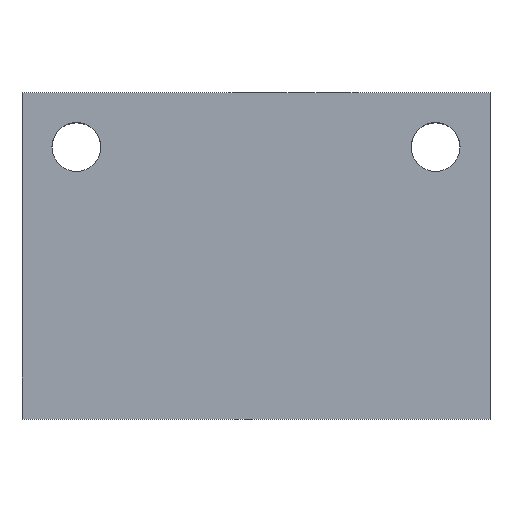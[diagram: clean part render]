
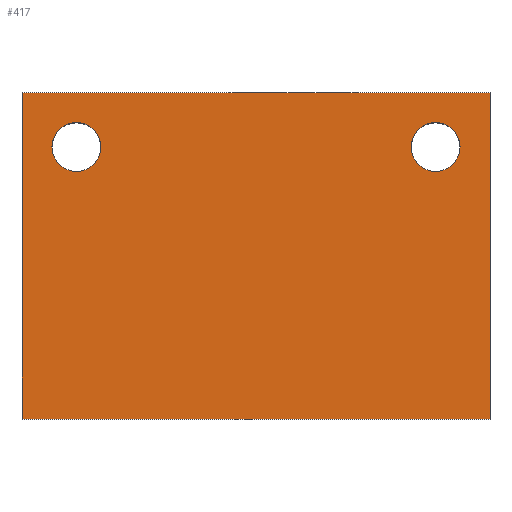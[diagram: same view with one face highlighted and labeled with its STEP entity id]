
A CAD part, top view. The second image highlights one B-rep face of the part: STEP entity #417.
In plain terms, the highlighted planar face has unit normal (0, 0, 1).
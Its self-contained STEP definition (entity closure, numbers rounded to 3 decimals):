
#16 = FACE_OUTER_BOUND ( 'NONE', #217, .T. ) ;
#24 = EDGE_LOOP ( 'NONE', ( #1040, #1289 ) ) ;
#26 = CARTESIAN_POINT ( 'NONE',  ( 0., 0., 10. ) ) ;
#27 = EDGE_CURVE ( 'NONE', #894, #976, #806, .T. ) ;
#51 = VECTOR ( 'NONE', #1116, 1000. ) ;
#76 = CARTESIAN_POINT ( 'NONE',  ( 21.5, -15., 10. ) ) ;
#99 = CARTESIAN_POINT ( 'NONE',  ( 16.5, 10., 10. ) ) ;
#116 = ORIENTED_EDGE ( 'NONE', *, *, #518, .T. ) ;
#124 = LINE ( 'NONE', #176, #1218 ) ;
#126 = DIRECTION ( 'NONE',  ( -1., 0., 0. ) ) ;
#133 = VERTEX_POINT ( 'NONE', #76 ) ;
#134 = CARTESIAN_POINT ( 'NONE',  ( 21.5, 15., 10. ) ) ;
#145 = ORIENTED_EDGE ( 'NONE', *, *, #868, .T. ) ;
#176 = CARTESIAN_POINT ( 'NONE',  ( -21.5, 15., 10. ) ) ;
#177 = DIRECTION ( 'NONE',  ( 0., 0., -1. ) ) ;
#183 = LINE ( 'NONE', #257, #1018 ) ;
#184 = AXIS2_PLACEMENT_3D ( 'NONE', #99, #177, #1029 ) ;
#217 = EDGE_LOOP ( 'NONE', ( #486, #234, #116, #145 ) ) ;
#234 = ORIENTED_EDGE ( 'NONE', *, *, #814, .T. ) ;
#237 = DIRECTION ( 'NONE',  ( -1., 0., 0. ) ) ;
#257 = CARTESIAN_POINT ( 'NONE',  ( -21.5, -15., 10. ) ) ;
#260 = ORIENTED_EDGE ( 'NONE', *, *, #685, .T. ) ;
#270 = PLANE ( 'NONE',  #1191 ) ;
#283 = CARTESIAN_POINT ( 'NONE',  ( 18.75, 10., 10. ) ) ;
#333 = VERTEX_POINT ( 'NONE', #1066 ) ;
#339 = CIRCLE ( 'NONE', #729, 2.25 ) ;
#377 = CARTESIAN_POINT ( 'NONE',  ( 14.25, 10., 10. ) ) ;
#399 = EDGE_CURVE ( 'NONE', #133, #471, #907, .T. ) ;
#417 = ADVANCED_FACE ( 'NONE', ( #530, #1332, #16 ), #270, .F. ) ;
#471 = VERTEX_POINT ( 'NONE', #134 ) ;
#486 = ORIENTED_EDGE ( 'NONE', *, *, #399, .T. ) ;
#518 = EDGE_CURVE ( 'NONE', #333, #1020, #183, .T. ) ;
#530 = FACE_BOUND ( 'NONE', #766, .T. ) ;
#587 = DIRECTION ( 'NONE',  ( 0., 0., -1. ) ) ;
#631 = VERTEX_POINT ( 'NONE', #377 ) ;
#663 = DIRECTION ( 'NONE',  ( 0., 0., -1. ) ) ;
#685 = EDGE_CURVE ( 'NONE', #976, #894, #818, .T. ) ;
#688 = DIRECTION ( 'NONE',  ( -1., 0., 0. ) ) ;
#703 = CARTESIAN_POINT ( 'NONE',  ( -16.5, 10., 10. ) ) ;
#711 = DIRECTION ( 'NONE',  ( 0., 1., 0. ) ) ;
#729 = AXIS2_PLACEMENT_3D ( 'NONE', #873, #1348, #1245 ) ;
#766 = EDGE_LOOP ( 'NONE', ( #1214, #260 ) ) ;
#806 = CIRCLE ( 'NONE', #1121, 2.25 ) ;
#814 = EDGE_CURVE ( 'NONE', #471, #333, #124, .T. ) ;
#818 = CIRCLE ( 'NONE', #969, 2.25 ) ;
#866 = VECTOR ( 'NONE', #711, 1000. ) ;
#868 = EDGE_CURVE ( 'NONE', #1020, #133, #1185, .T. ) ;
#873 = CARTESIAN_POINT ( 'NONE',  ( 16.5, 10., 10. ) ) ;
#885 = CARTESIAN_POINT ( 'NONE',  ( -21.5, -15., 10. ) ) ;
#887 = CARTESIAN_POINT ( 'NONE',  ( -18.75, 10., 10. ) ) ;
#894 = VERTEX_POINT ( 'NONE', #887 ) ;
#906 = EDGE_CURVE ( 'NONE', #631, #1171, #339, .T. ) ;
#907 = LINE ( 'NONE', #1343, #866 ) ;
#969 = AXIS2_PLACEMENT_3D ( 'NONE', #703, #1030, #126 ) ;
#976 = VERTEX_POINT ( 'NONE', #1193 ) ;
#995 = CARTESIAN_POINT ( 'NONE',  ( -21.5, -15., 10. ) ) ;
#1018 = VECTOR ( 'NONE', #1313, 1000. ) ;
#1020 = VERTEX_POINT ( 'NONE', #885 ) ;
#1029 = DIRECTION ( 'NONE',  ( -1., 0., 0. ) ) ;
#1030 = DIRECTION ( 'NONE',  ( 0., 0., -1. ) ) ;
#1040 = ORIENTED_EDGE ( 'NONE', *, *, #906, .T. ) ;
#1066 = CARTESIAN_POINT ( 'NONE',  ( -21.5, 15., 10. ) ) ;
#1116 = DIRECTION ( 'NONE',  ( 1., 0., 0. ) ) ;
#1121 = AXIS2_PLACEMENT_3D ( 'NONE', #1233, #587, #1341 ) ;
#1171 = VERTEX_POINT ( 'NONE', #283 ) ;
#1185 = LINE ( 'NONE', #995, #51 ) ;
#1191 = AXIS2_PLACEMENT_3D ( 'NONE', #26, #663, #237 ) ;
#1193 = CARTESIAN_POINT ( 'NONE',  ( -14.25, 10., 10. ) ) ;
#1214 = ORIENTED_EDGE ( 'NONE', *, *, #27, .T. ) ;
#1217 = CIRCLE ( 'NONE', #184, 2.25 ) ;
#1218 = VECTOR ( 'NONE', #688, 1000. ) ;
#1233 = CARTESIAN_POINT ( 'NONE',  ( -16.5, 10., 10. ) ) ;
#1245 = DIRECTION ( 'NONE',  ( -1., 0., 0. ) ) ;
#1289 = ORIENTED_EDGE ( 'NONE', *, *, #1328, .T. ) ;
#1313 = DIRECTION ( 'NONE',  ( 0., -1., 0. ) ) ;
#1328 = EDGE_CURVE ( 'NONE', #1171, #631, #1217, .T. ) ;
#1332 = FACE_BOUND ( 'NONE', #24, .T. ) ;
#1341 = DIRECTION ( 'NONE',  ( -1., 0., 0. ) ) ;
#1343 = CARTESIAN_POINT ( 'NONE',  ( 21.5, -15., 10. ) ) ;
#1348 = DIRECTION ( 'NONE',  ( 0., 0., -1. ) ) ;
